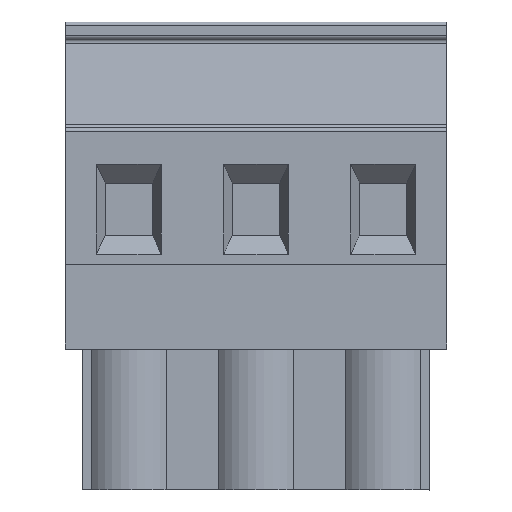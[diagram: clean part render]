
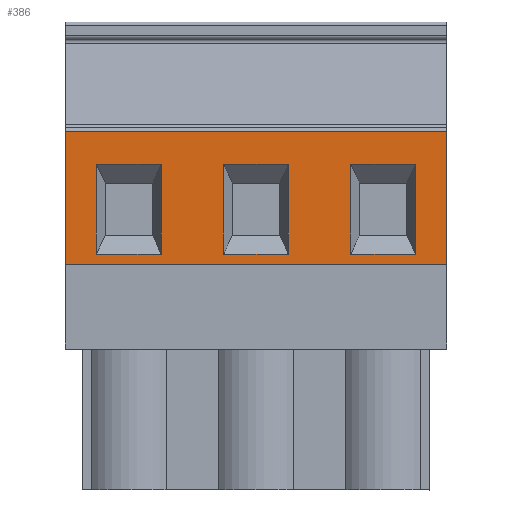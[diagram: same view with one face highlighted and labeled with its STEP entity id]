
A CAD part, top view. The second image highlights one B-rep face of the part: STEP entity #386.
In plain terms, the highlighted planar face has unit normal (0, 0, 1).
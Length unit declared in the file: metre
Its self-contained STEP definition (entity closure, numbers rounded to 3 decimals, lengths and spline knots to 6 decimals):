
#386=ADVANCED_FACE('',(#848,#849,#850,#851),#852,.T.);
#848=FACE_BOUND('',#1377,.T.);
#849=FACE_OUTER_BOUND('',#1378,.T.);
#850=FACE_BOUND('',#1379,.T.);
#851=FACE_BOUND('',#1380,.T.);
#852=PLANE('',#1381);
#1377=EDGE_LOOP('',(#2507,#2508,#2509,#2510));
#1378=EDGE_LOOP('',(#2511,#2512,#2513,#2514));
#1379=EDGE_LOOP('',(#2515,#2516,#2517,#2518));
#1380=EDGE_LOOP('',(#2519,#2520,#2521,#2522));
#1381=AXIS2_PLACEMENT_3D('',#2523,#2524,#2525);
#2507=ORIENTED_EDGE('',*,*,#3364,.F.);
#2508=ORIENTED_EDGE('',*,*,#3475,.F.);
#2509=ORIENTED_EDGE('',*,*,#3352,.F.);
#2510=ORIENTED_EDGE('',*,*,#3314,.F.);
#2511=ORIENTED_EDGE('',*,*,#3121,.T.);
#2512=ORIENTED_EDGE('',*,*,#3476,.F.);
#2513=ORIENTED_EDGE('',*,*,#3317,.F.);
#2514=ORIENTED_EDGE('',*,*,#3429,.F.);
#2515=ORIENTED_EDGE('',*,*,#3301,.F.);
#2516=ORIENTED_EDGE('',*,*,#3289,.F.);
#2517=ORIENTED_EDGE('',*,*,#3308,.F.);
#2518=ORIENTED_EDGE('',*,*,#3303,.F.);
#2519=ORIENTED_EDGE('',*,*,#3477,.T.);
#2520=ORIENTED_EDGE('',*,*,#3478,.T.);
#2521=ORIENTED_EDGE('',*,*,#3479,.T.);
#2522=ORIENTED_EDGE('',*,*,#3480,.F.);
#2523=CARTESIAN_POINT('',(-0.0075,0.00397,-0.00095));
#2524=DIRECTION('',(0.0,0.0,1.0));
#2525=DIRECTION('',(1.0,0.0,0.0));
#3121=EDGE_CURVE('',#3733,#3731,#3734,.T.);
#3289=EDGE_CURVE('',#4007,#4001,#4009,.T.);
#3301=EDGE_CURVE('',#4001,#4023,#4026,.T.);
#3303=EDGE_CURVE('',#4023,#4028,#4029,.T.);
#3308=EDGE_CURVE('',#4028,#4007,#4034,.T.);
#3314=EDGE_CURVE('',#4042,#4036,#4044,.T.);
#3317=EDGE_CURVE('',#4047,#4048,#4049,.T.);
#3352=EDGE_CURVE('',#4036,#4113,#4114,.T.);
#3364=EDGE_CURVE('',#4129,#4042,#4131,.T.);
#3429=EDGE_CURVE('',#3733,#4047,#4208,.T.);
#3475=EDGE_CURVE('',#4113,#4129,#4275,.T.);
#3476=EDGE_CURVE('',#4048,#3731,#4276,.T.);
#3477=EDGE_CURVE('',#4277,#4278,#4279,.T.);
#3478=EDGE_CURVE('',#4278,#4280,#4281,.T.);
#3479=EDGE_CURVE('',#4280,#4282,#4283,.T.);
#3480=EDGE_CURVE('',#4277,#4282,#4284,.T.);
#3731=VERTEX_POINT('',#4637);
#3733=VERTEX_POINT('',#4640);
#3734=LINE('',#4641,#4642);
#4001=VERTEX_POINT('',#4995);
#4007=VERTEX_POINT('',#5004);
#4009=LINE('',#5007,#5008);
#4023=VERTEX_POINT('',#5028);
#4026=LINE('',#5033,#5034);
#4028=VERTEX_POINT('',#5036);
#4029=LINE('',#5037,#5038);
#4034=LINE('',#5045,#5046);
#4036=VERTEX_POINT('',#5048);
#4042=VERTEX_POINT('',#5057);
#4044=LINE('',#5060,#5061);
#4047=VERTEX_POINT('',#5064);
#4048=VERTEX_POINT('',#5065);
#4049=LINE('',#5066,#5067);
#4113=VERTEX_POINT('',#5147);
#4114=LINE('',#5148,#5149);
#4129=VERTEX_POINT('',#5171);
#4131=LINE('',#5174,#5175);
#4208=LINE('',#5279,#5280);
#4275=LINE('',#5379,#5380);
#4276=LINE('',#5381,#5382);
#4277=VERTEX_POINT('',#5383);
#4278=VERTEX_POINT('',#5384);
#4279=LINE('',#5385,#5386);
#4280=VERTEX_POINT('',#5387);
#4281=LINE('',#5388,#5389);
#4282=VERTEX_POINT('',#5390);
#4283=LINE('',#5391,#5392);
#4284=LINE('',#5393,#5394);
#4637=CARTESIAN_POINT('',(0.00006,0.005,-0.00095));
#4640=CARTESIAN_POINT('',(0.00006,0.012852,-0.00095));
#4641=CARTESIAN_POINT('',(0.00006,0.00397,-0.00095));
#4642=VECTOR('',#5727,1.0);
#4995=CARTESIAN_POINT('',(0.020725,0.010904,-0.00095));
#5004=CARTESIAN_POINT('',(0.020725,0.005596,-0.00095));
#5007=CARTESIAN_POINT('',(0.020725,0.010904,-0.00095));
#5008=VECTOR('',#5938,1.0);
#5028=CARTESIAN_POINT('',(0.016895,0.010904,-0.00095));
#5033=CARTESIAN_POINT('',(0.016895,0.010904,-0.00095));
#5034=VECTOR('',#5947,1.0);
#5036=CARTESIAN_POINT('',(0.016895,0.005596,-0.00095));
#5037=CARTESIAN_POINT('',(0.016895,0.005596,-0.00095));
#5038=VECTOR('',#5948,1.0);
#5045=CARTESIAN_POINT('',(0.020725,0.005596,-0.00095));
#5046=VECTOR('',#5951,1.0);
#5048=CARTESIAN_POINT('',(0.013225,0.010904,-0.00095));
#5057=CARTESIAN_POINT('',(0.013225,0.005596,-0.00095));
#5060=CARTESIAN_POINT('',(0.013225,0.010904,-0.00095));
#5061=VECTOR('',#5956,1.0);
#5064=CARTESIAN_POINT('',(0.02256,0.012852,-0.00095));
#5065=CARTESIAN_POINT('',(0.02256,0.005,-0.00095));
#5066=CARTESIAN_POINT('',(0.02256,0.00397,-0.00095));
#5067=VECTOR('',#5957,1.0);
#5147=CARTESIAN_POINT('',(0.009395,0.010904,-0.00095));
#5148=CARTESIAN_POINT('',(0.009395,0.010904,-0.00095));
#5149=VECTOR('',#6022,1.0);
#5171=CARTESIAN_POINT('',(0.009395,0.005596,-0.00095));
#5174=CARTESIAN_POINT('',(0.013225,0.005596,-0.00095));
#5175=VECTOR('',#6031,1.0);
#5279=CARTESIAN_POINT('',(-0.0075,0.012852,-0.00095));
#5280=VECTOR('',#6086,1.0);
#5379=CARTESIAN_POINT('',(0.009395,0.005596,-0.00095));
#5380=VECTOR('',#6128,1.0);
#5381=CARTESIAN_POINT('',(-0.0075,0.005,-0.00095));
#5382=VECTOR('',#6129,1.0);
#5383=CARTESIAN_POINT('',(0.001895,0.010904,-0.00095));
#5384=CARTESIAN_POINT('',(0.005725,0.010904,-0.00095));
#5385=CARTESIAN_POINT('',(0.,0.010904,-0.00095));
#5386=VECTOR('',#6130,1.0);
#5387=CARTESIAN_POINT('',(0.005725,0.005596,-0.00095));
#5388=CARTESIAN_POINT('',(0.005725,0.004026,-0.00095));
#5389=VECTOR('',#6131,1.0);
#5390=CARTESIAN_POINT('',(0.001895,0.005596,-0.00095));
#5391=CARTESIAN_POINT('',(0.,0.005596,-0.00095));
#5392=VECTOR('',#6132,1.0);
#5393=CARTESIAN_POINT('',(0.001895,0.004026,-0.00095));
#5394=VECTOR('',#6133,1.0);
#5727=DIRECTION('',(0.,-1.0,0.0));
#5938=DIRECTION('',(0.,1.0,0.0));
#5947=DIRECTION('',(-1.0,0.,0.0));
#5948=DIRECTION('',(0.,-1.0,0.0));
#5951=DIRECTION('',(1.0,0.,0.0));
#5956=DIRECTION('',(0.,1.0,0.0));
#5957=DIRECTION('',(0.,-1.0,0.0));
#6022=DIRECTION('',(-1.0,0.,0.0));
#6031=DIRECTION('',(1.0,0.,0.0));
#6086=DIRECTION('',(1.0,0.,0.0));
#6128=DIRECTION('',(0.,-1.0,0.0));
#6129=DIRECTION('',(-1.0,0.,0.0));
#6130=DIRECTION('',(1.0,0.,0.0));
#6131=DIRECTION('',(0.,-1.0,0.0));
#6132=DIRECTION('',(-1.0,0.,0.0));
#6133=DIRECTION('',(0.,-1.0,0.0));
